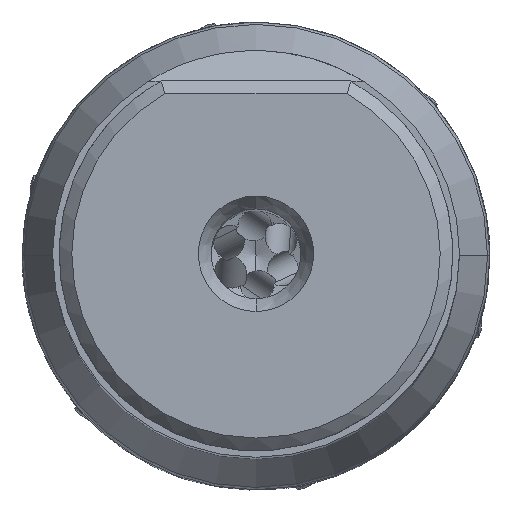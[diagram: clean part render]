
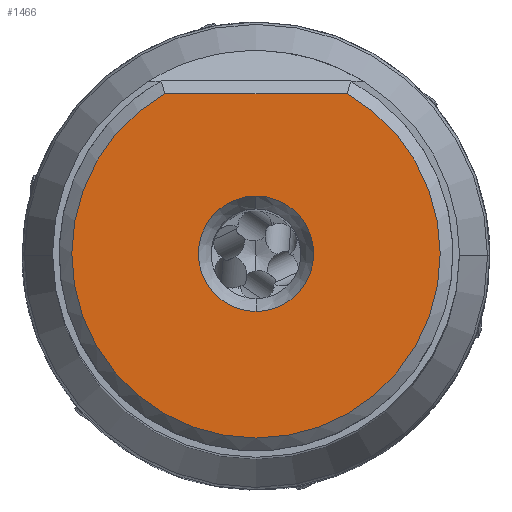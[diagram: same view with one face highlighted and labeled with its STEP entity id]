
A CAD part, top view. The second image highlights one B-rep face of the part: STEP entity #1466.
In plain terms, the highlighted planar face has unit normal (0, 0, 1).
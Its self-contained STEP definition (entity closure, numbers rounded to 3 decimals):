
#201=B_SPLINE_CURVE_WITH_KNOTS('',3,(#17058,#17059,#17060,#17061),
 .UNSPECIFIED.,.F.,.F.,(4,4),(0.,1.),.UNSPECIFIED.);
#894=PLANE('',#12017);
#1048=FACE_BOUND('',#2787,.T.);
#1049=FACE_BOUND('',#2788,.T.);
#1466=ADVANCED_FACE('',(#1048,#1049),#894,.T.);
#2787=EDGE_LOOP('',(#4240,#4241));
#2788=EDGE_LOOP('',(#4242,#4243));
#3418=CIRCLE('',#12011,4.5);
#3420=CIRCLE('',#12014,4.5);
#3421=CIRCLE('',#12016,14.375);
#4240=ORIENTED_EDGE('',*,*,#8847,.T.);
#4241=ORIENTED_EDGE('',*,*,#8850,.T.);
#4242=ORIENTED_EDGE('',*,*,#8851,.T.);
#4243=ORIENTED_EDGE('',*,*,#8852,.T.);
#7584=VERTEX_POINT('',#17047);
#7585=VERTEX_POINT('',#17049);
#7586=VERTEX_POINT('',#17056);
#7587=VERTEX_POINT('',#17057);
#8847=EDGE_CURVE('',#7585,#7584,#3418,.T.);
#8850=EDGE_CURVE('',#7584,#7585,#3420,.T.);
#8851=EDGE_CURVE('',#7586,#7587,#3421,.T.);
#8852=EDGE_CURVE('',#7587,#7586,#201,.T.);
#12011=AXIS2_PLACEMENT_3D('',#17048,#13386,#13387);
#12014=AXIS2_PLACEMENT_3D('',#17053,#13393,#13394);
#12016=AXIS2_PLACEMENT_3D('',#17055,#13397,#13398);
#12017=AXIS2_PLACEMENT_3D('',#17062,#13399,#13400);
#13386=DIRECTION('',(0.,0.,-1.));
#13387=DIRECTION('',(0.,1.,0.));
#13393=DIRECTION('',(0.,0.,-1.));
#13394=DIRECTION('',(0.,-1.,0.));
#13397=DIRECTION('',(0.,0.,1.));
#13398=DIRECTION('',(-0.496,0.869,0.));
#13399=DIRECTION('',(0.,0.,1.));
#13400=DIRECTION('',(-1.,0.,0.));
#17047=CARTESIAN_POINT('',(0.,-4.5,42.863));
#17048=CARTESIAN_POINT('',(0.,0.,42.863));
#17049=CARTESIAN_POINT('',(0.,4.5,42.863));
#17053=CARTESIAN_POINT('',(0.,0.,42.863));
#17055=CARTESIAN_POINT('',(0.,0.,42.863));
#17056=CARTESIAN_POINT('',(-7.125,12.485,42.863));
#17057=CARTESIAN_POINT('',(7.125,12.485,42.863));
#17058=CARTESIAN_POINT('',(7.125,12.485,42.863));
#17059=CARTESIAN_POINT('',(2.375,12.485,42.863));
#17060=CARTESIAN_POINT('',(-2.375,12.485,42.863));
#17061=CARTESIAN_POINT('',(-7.125,12.485,42.863));
#17062=CARTESIAN_POINT('',(0.,-1.045,42.863));
